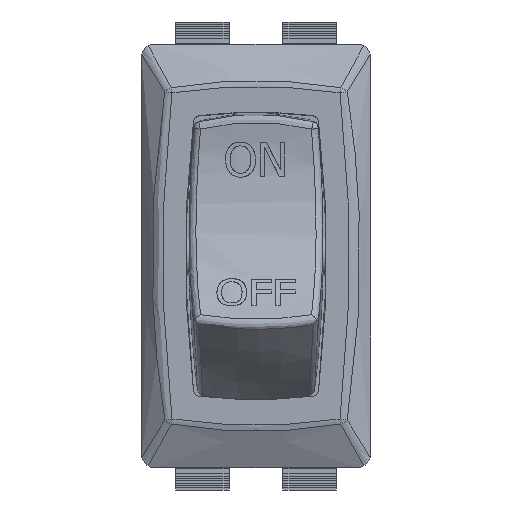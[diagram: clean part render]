
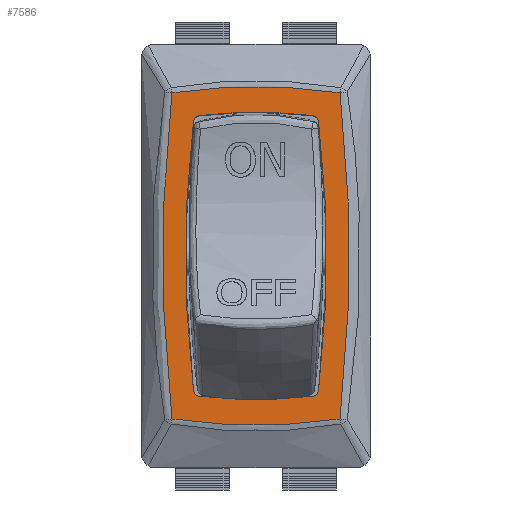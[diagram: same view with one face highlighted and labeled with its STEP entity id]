
A CAD part, top view. The second image highlights one B-rep face of the part: STEP entity #7586.
In plain terms, the highlighted planar face has unit normal (0, 0, 1).
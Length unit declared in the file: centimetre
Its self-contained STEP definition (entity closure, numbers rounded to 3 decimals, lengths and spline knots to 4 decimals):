
#348=B_SPLINE_CURVE_WITH_KNOTS('',3,(#19997,#19998,#19999,#20000,#20001),
 .UNSPECIFIED.,.F.,.F.,(4,1,4),(0.0309,0.6558,1.2808),
 .UNSPECIFIED.);
#350=B_SPLINE_CURVE_WITH_KNOTS('',3,(#20031,#20032,#20033,#20034,#20035,
#20036),.UNSPECIFIED.,.F.,.F.,(4,1,1,4),(0.0435,0.7359,
1.4284,2.4672),.UNSPECIFIED.);
#352=B_SPLINE_CURVE_WITH_KNOTS('',3,(#20067,#20068,#20069,#20070,#20071,
#20072),.UNSPECIFIED.,.F.,.F.,(4,1,1,4),(0.0435,0.7359,
1.4284,2.4672),.UNSPECIFIED.);
#356=B_SPLINE_CURVE_WITH_KNOTS('',3,(#20123,#20124,#20125,#20126,#20127),
 .UNSPECIFIED.,.F.,.F.,(4,1,4),(0.0309,0.6558,1.2808),
 .UNSPECIFIED.);
#458=FACE_BOUND('',#1160,.T.);
#742=FACE_OUTER_BOUND('',#1159,.T.);
#1159=EDGE_LOOP('',(#6317,#6318,#6319,#6320));
#1160=EDGE_LOOP('',(#6321,#6322,#6323,#6324,#6325,#6326,#6327,#6328));
#2863=CIRCLE('',#7999,0.05);
#2865=CIRCLE('',#8002,3.6534);
#2867=CIRCLE('',#8005,0.05);
#2869=CIRCLE('',#8008,8.1668);
#2871=CIRCLE('',#8011,0.05);
#2873=CIRCLE('',#8014,3.6534);
#2875=CIRCLE('',#8017,0.05);
#2893=CIRCLE('',#8049,8.1668);
#3432=VERTEX_POINT('',#19664);
#3433=VERTEX_POINT('',#19666);
#3435=VERTEX_POINT('',#19672);
#3437=VERTEX_POINT('',#19678);
#3439=VERTEX_POINT('',#19684);
#3443=VERTEX_POINT('',#19728);
#3445=VERTEX_POINT('',#19734);
#3447=VERTEX_POINT('',#19740);
#3466=VERTEX_POINT('',#19885);
#3471=VERTEX_POINT('',#19895);
#3473=VERTEX_POINT('',#19900);
#3475=VERTEX_POINT('',#19906);
#4410=EDGE_CURVE('',#3432,#3433,#2863,.T.);
#4414=EDGE_CURVE('',#3432,#3435,#2865,.T.);
#4417=EDGE_CURVE('',#3437,#3435,#2867,.T.);
#4420=EDGE_CURVE('',#3437,#3439,#2869,.T.);
#4425=EDGE_CURVE('',#3443,#3439,#2871,.T.);
#4428=EDGE_CURVE('',#3443,#3445,#2873,.T.);
#4431=EDGE_CURVE('',#3447,#3445,#2875,.T.);
#4471=EDGE_CURVE('',#3473,#3475,#348,.T.);
#4473=EDGE_CURVE('',#3475,#3471,#350,.T.);
#4475=EDGE_CURVE('',#3466,#3473,#352,.T.);
#4479=EDGE_CURVE('',#3471,#3466,#356,.T.);
#4528=EDGE_CURVE('',#3447,#3433,#2893,.T.);
#6317=ORIENTED_EDGE('',*,*,#4471,.F.);
#6318=ORIENTED_EDGE('',*,*,#4475,.F.);
#6319=ORIENTED_EDGE('',*,*,#4479,.F.);
#6320=ORIENTED_EDGE('',*,*,#4473,.F.);
#6321=ORIENTED_EDGE('',*,*,#4428,.T.);
#6322=ORIENTED_EDGE('',*,*,#4431,.F.);
#6323=ORIENTED_EDGE('',*,*,#4528,.T.);
#6324=ORIENTED_EDGE('',*,*,#4410,.F.);
#6325=ORIENTED_EDGE('',*,*,#4414,.T.);
#6326=ORIENTED_EDGE('',*,*,#4417,.F.);
#6327=ORIENTED_EDGE('',*,*,#4420,.T.);
#6328=ORIENTED_EDGE('',*,*,#4425,.F.);
#7190=PLANE('',#8048);
#7586=ADVANCED_FACE('',(#742,#458),#7190,.T.);
#7999=AXIS2_PLACEMENT_3D('',#19667,#9165,#9166);
#8002=AXIS2_PLACEMENT_3D('',#19674,#9173,#9174);
#8005=AXIS2_PLACEMENT_3D('',#19680,#9180,#9181);
#8008=AXIS2_PLACEMENT_3D('',#19686,#9187,#9188);
#8011=AXIS2_PLACEMENT_3D('',#19730,#9194,#9195);
#8014=AXIS2_PLACEMENT_3D('',#19736,#9201,#9202);
#8017=AXIS2_PLACEMENT_3D('',#19742,#9208,#9209);
#8048=AXIS2_PLACEMENT_3D('',#20296,#9321,#9322);
#8049=AXIS2_PLACEMENT_3D('',#20297,#9323,#9324);
#9165=DIRECTION('center_axis',(0.,0.,
1.));
#9166=DIRECTION('ref_axis',(-0.705,0.71,0.));
#9173=DIRECTION('center_axis',(0.,0.,
-1.));
#9174=DIRECTION('ref_axis',(-0.126,-0.992,0.));
#9180=DIRECTION('center_axis',(0.,0.,
1.));
#9181=DIRECTION('ref_axis',(0.705,0.71,0.));
#9187=DIRECTION('center_axis',(0.,0.,
-1.));
#9188=DIRECTION('ref_axis',(-0.992,0.127,0.));
#9194=DIRECTION('center_axis',(0.,0.,
1.));
#9195=DIRECTION('ref_axis',(0.705,-0.71,0.));
#9201=DIRECTION('center_axis',(0.,0.,
-1.));
#9202=DIRECTION('ref_axis',(0.126,0.992,0.));
#9208=DIRECTION('center_axis',(0.,0.,
1.));
#9209=DIRECTION('ref_axis',(-0.705,-0.71,0.));
#9321=DIRECTION('center_axis',(0.,0.,
1.));
#9322=DIRECTION('ref_axis',(1.,0.,0.));
#9323=DIRECTION('center_axis',(0.,0.,
-1.));
#9324=DIRECTION('ref_axis',(0.992,-0.127,0.));
#19664=CARTESIAN_POINT('',(-0.42,1.0408,0.2));
#19666=CARTESIAN_POINT('',(-0.4639,0.9972,0.2));
#19667=CARTESIAN_POINT('Origin',(-0.4143,0.9911,0.2));
#19672=CARTESIAN_POINT('',(0.42,1.0408,0.2));
#19674=CARTESIAN_POINT('Origin',(0.,-2.5884,
0.2));
#19678=CARTESIAN_POINT('',(0.4639,0.9972,0.2));
#19680=CARTESIAN_POINT('Origin',(0.4143,0.9911,0.2));
#19684=CARTESIAN_POINT('',(0.4639,-0.9972,0.2));
#19686=CARTESIAN_POINT('Origin',(-7.6418,0.,0.2));
#19728=CARTESIAN_POINT('',(0.42,-1.0408,0.2));
#19730=CARTESIAN_POINT('Origin',(0.4143,-0.9911,0.2));
#19734=CARTESIAN_POINT('',(-0.42,-1.0408,0.2));
#19736=CARTESIAN_POINT('Origin',(0.,2.5884,
0.2));
#19740=CARTESIAN_POINT('',(-0.4639,-0.9972,0.2));
#19742=CARTESIAN_POINT('Origin',(-0.4143,-0.9911,
0.2));
#19885=CARTESIAN_POINT('',(0.6232,1.2095,0.2));
#19895=CARTESIAN_POINT('',(-0.6232,1.2095,0.2));
#19900=CARTESIAN_POINT('',(0.6232,-1.2095,0.2));
#19906=CARTESIAN_POINT('',(-0.6232,-1.2095,0.2));
#19997=CARTESIAN_POINT('Ctrl Pts',(0.6232,-1.2095,
0.2));
#19998=CARTESIAN_POINT('Ctrl Pts',(0.4173,-1.2408,
0.2));
#19999=CARTESIAN_POINT('Ctrl Pts',(0.0002,-1.2706,
0.2));
#20000=CARTESIAN_POINT('Ctrl Pts',(-0.4172,-1.2408,
0.2));
#20001=CARTESIAN_POINT('Ctrl Pts',(-0.6232,-1.2095,
0.2));
#20031=CARTESIAN_POINT('Ctrl Pts',(-0.6232,-1.2095,
0.2));
#20032=CARTESIAN_POINT('Ctrl Pts',(-0.6515,-0.9804,
0.2));
#20033=CARTESIAN_POINT('Ctrl Pts',(-0.6859,-0.5194,
0.2));
#20034=CARTESIAN_POINT('Ctrl Pts',(-0.6953,0.2885,
0.2));
#20035=CARTESIAN_POINT('Ctrl Pts',(-0.6656,0.8659,
0.2));
#20036=CARTESIAN_POINT('Ctrl Pts',(-0.6232,1.2095,
0.2));
#20067=CARTESIAN_POINT('Ctrl Pts',(0.6232,1.2095,0.2));
#20068=CARTESIAN_POINT('Ctrl Pts',(0.6515,0.9804,
0.2));
#20069=CARTESIAN_POINT('Ctrl Pts',(0.6859,0.5194,
0.2));
#20070=CARTESIAN_POINT('Ctrl Pts',(0.6953,-0.2885,
0.2));
#20071=CARTESIAN_POINT('Ctrl Pts',(0.6656,-0.8659,
0.2));
#20072=CARTESIAN_POINT('Ctrl Pts',(0.6232,-1.2095,
0.2));
#20123=CARTESIAN_POINT('Ctrl Pts',(-0.6232,1.2095,
0.2));
#20124=CARTESIAN_POINT('Ctrl Pts',(-0.4173,1.2408,
0.2));
#20125=CARTESIAN_POINT('Ctrl Pts',(-0.0002,1.2706,
0.2));
#20126=CARTESIAN_POINT('Ctrl Pts',(0.4172,1.2408,0.2));
#20127=CARTESIAN_POINT('Ctrl Pts',(0.6232,1.2095,0.2));
#20296=CARTESIAN_POINT('Origin',(0.,0.,0.2));
#20297=CARTESIAN_POINT('Origin',(7.6418,0.,0.2));
